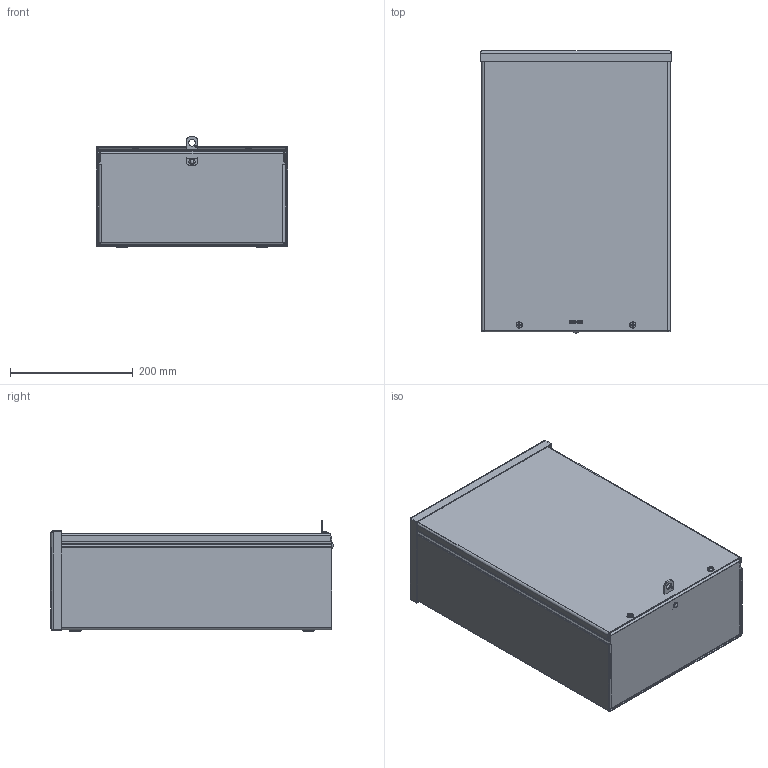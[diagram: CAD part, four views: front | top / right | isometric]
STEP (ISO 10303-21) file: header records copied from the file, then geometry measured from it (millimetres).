
FILE_DESCRIPTION (( 'STEP AP214' ), '1' );
FILE_NAME ('RSC121806NKSS.STEP', '2018-05-08T15:12:52', ( '' ), ( '' ), 'SwSTEP 2.0', 'SolidWorks 2017', '' );
FILE_SCHEMA (( 'AUTOMOTIVE_DESIGN' ));
Length unit declared in the file: inch
Products named in the file (11): RSC121806NKSSBLR; 34984; HFW384002; HFW369104; RSC1218NKSSLID; RSC1206NKSSBTM; RSC_NKSSLIDBRKT_16GA; 37210; 39077; RSC121806NKSS; RSC1206NKSSCAP
Assembly tree (13 placements, depth 2):
  RSC121806NKSS
    RSC121806NKSSBLR
    RSC1206NKSSBTM
    RSC1206NKSSCAP
    RSC1218NKSSLID
    34984  x2
    37210  x2
    39077  x2
    HFW384002
    HFW369104
    RSC_NKSSLIDBRKT_16GA
Bounding box: 312.38 x 460.94 x 179.92 mm (x, y, z)
Volume: 830732.8 mm3; surface area: 1117467 mm2
Topology: 13 solids, 13 shells, 383 faces, 940 edges, 597 vertices
Faces by surface type: plane 199, cylinder 99, cone 34, torus 30, bspline 16, sphere 5
Full cylindrical faces by diameter (mm): 3.175 x1, 3.962 x2, 4.254 x2, 4.763 x1, 4.978 x2, 5.029 x1, 5.105 x1, 6.299 x2, 6.35 x4, 6.528 x2, 7.061 x2, 7.144 x4, 10.312 x2, 11.113 x1, 11.506 x2
Entity records: 9844 total; most frequent: CARTESIAN_POINT 2209, DIRECTION 1496, ORIENTED_EDGE 1388, EDGE_CURVE 694, AXIS2_PLACEMENT_3D 545, VERTEX_POINT 470, EDGE_LOOP 406, VECTOR 406
